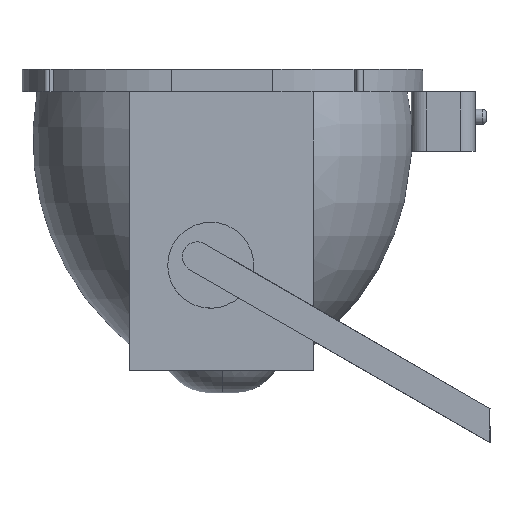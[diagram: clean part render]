
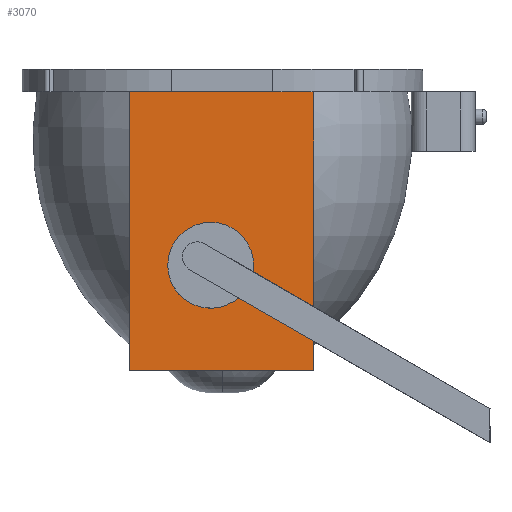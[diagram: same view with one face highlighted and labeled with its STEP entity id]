
A CAD part, left-side view. The second image highlights one B-rep face of the part: STEP entity #3070.
In plain terms, the highlighted planar face has unit normal (-1, 0, 0).
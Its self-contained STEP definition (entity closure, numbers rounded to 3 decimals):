
#3 = CARTESIAN_POINT ( 'NONE',  ( -17.351, 347.592, -402. ) ) ;
#71 = VERTEX_POINT ( 'NONE', #495 ) ;
#248 = FACE_BOUND ( 'NONE', #1451, .T. ) ;
#293 = DIRECTION ( 'NONE',  ( 0., 1., 0. ) ) ;
#372 = CIRCLE ( 'NONE', #3791, 57.306 ) ;
#428 = VECTOR ( 'NONE', #1530, 1000. ) ;
#495 = CARTESIAN_POINT ( 'NONE',  ( -17.351, 347.592, -30. ) ) ;
#541 = VECTOR ( 'NONE', #4179, 1000. ) ;
#773 = CIRCLE ( 'NONE', #2660, 57.306 ) ;
#867 = VERTEX_POINT ( 'NONE', #3106 ) ;
#883 = CARTESIAN_POINT ( 'NONE',  ( -17.351, 101.517, -30. ) ) ;
#911 = EDGE_CURVE ( 'NONE', #3733, #71, #2214, .T. ) ;
#1057 = VECTOR ( 'NONE', #3740, 1000. ) ;
#1067 = ORIENTED_EDGE ( 'NONE', *, *, #2313, .F. ) ;
#1102 = CARTESIAN_POINT ( 'NONE',  ( -17.351, 181.973, -261.482 ) ) ;
#1134 = ORIENTED_EDGE ( 'NONE', *, *, #911, .T. ) ;
#1197 = FACE_OUTER_BOUND ( 'NONE', #2218, .T. ) ;
#1209 = VERTEX_POINT ( 'NONE', #1861 ) ;
#1342 = VECTOR ( 'NONE', #2690, 1000. ) ;
#1356 = LINE ( 'NONE', #2140, #1057 ) ;
#1395 = DIRECTION ( 'NONE',  ( 1., 0., 0. ) ) ;
#1442 = AXIS2_PLACEMENT_3D ( 'NONE', #2509, #1534, #3800 ) ;
#1451 = EDGE_LOOP ( 'NONE', ( #3414, #3281 ) ) ;
#1511 = LINE ( 'NONE', #3785, #428 ) ;
#1530 = DIRECTION ( 'NONE',  ( 0., 0., 1. ) ) ;
#1534 = DIRECTION ( 'NONE',  ( 1., 0., 0. ) ) ;
#1646 = ORIENTED_EDGE ( 'NONE', *, *, #2403, .T. ) ;
#1861 = CARTESIAN_POINT ( 'NONE',  ( -17.351, 101.517, -402. ) ) ;
#1900 = VERTEX_POINT ( 'NONE', #3 ) ;
#2140 = CARTESIAN_POINT ( 'NONE',  ( -17.351, 347.592, -402. ) ) ;
#2153 = EDGE_CURVE ( 'NONE', #1900, #71, #3190, .T. ) ;
#2214 = LINE ( 'NONE', #2704, #1342 ) ;
#2218 = EDGE_LOOP ( 'NONE', ( #1134, #2828, #1067, #1646 ) ) ;
#2313 = EDGE_CURVE ( 'NONE', #1209, #1900, #1356, .T. ) ;
#2331 = DIRECTION ( 'NONE',  ( 1., 0., 0. ) ) ;
#2403 = EDGE_CURVE ( 'NONE', #1209, #3733, #1511, .T. ) ;
#2509 = CARTESIAN_POINT ( 'NONE',  ( -17.351, 347.592, -402. ) ) ;
#2660 = AXIS2_PLACEMENT_3D ( 'NONE', #3352, #1395, #3668 ) ;
#2690 = DIRECTION ( 'NONE',  ( 0., 1., 0. ) ) ;
#2704 = CARTESIAN_POINT ( 'NONE',  ( -17.351, 347.592, -30. ) ) ;
#2719 = EDGE_CURVE ( 'NONE', #867, #3483, #372, .T. ) ;
#2827 = EDGE_CURVE ( 'NONE', #3483, #867, #773, .T. ) ;
#2828 = ORIENTED_EDGE ( 'NONE', *, *, #2153, .F. ) ;
#3070 = ADVANCED_FACE ( 'NONE', ( #248, #1197 ), #3496, .F. ) ;
#3106 = CARTESIAN_POINT ( 'NONE',  ( -17.351, 296.586, -261.482 ) ) ;
#3190 = LINE ( 'NONE', #3851, #541 ) ;
#3281 = ORIENTED_EDGE ( 'NONE', *, *, #2827, .T. ) ;
#3352 = CARTESIAN_POINT ( 'NONE',  ( -17.351, 239.28, -261.482 ) ) ;
#3414 = ORIENTED_EDGE ( 'NONE', *, *, #2719, .T. ) ;
#3483 = VERTEX_POINT ( 'NONE', #1102 ) ;
#3496 = PLANE ( 'NONE',  #1442 ) ;
#3668 = DIRECTION ( 'NONE',  ( 0., 1., 0. ) ) ;
#3733 = VERTEX_POINT ( 'NONE', #883 ) ;
#3740 = DIRECTION ( 'NONE',  ( 0., 1., 0. ) ) ;
#3785 = CARTESIAN_POINT ( 'NONE',  ( -17.351, 101.517, -402. ) ) ;
#3791 = AXIS2_PLACEMENT_3D ( 'NONE', #4270, #2331, #293 ) ;
#3800 = DIRECTION ( 'NONE',  ( 0., 1., 0. ) ) ;
#3851 = CARTESIAN_POINT ( 'NONE',  ( -17.351, 347.592, -402. ) ) ;
#4179 = DIRECTION ( 'NONE',  ( 0., 0., 1. ) ) ;
#4270 = CARTESIAN_POINT ( 'NONE',  ( -17.351, 239.28, -261.482 ) ) ;
